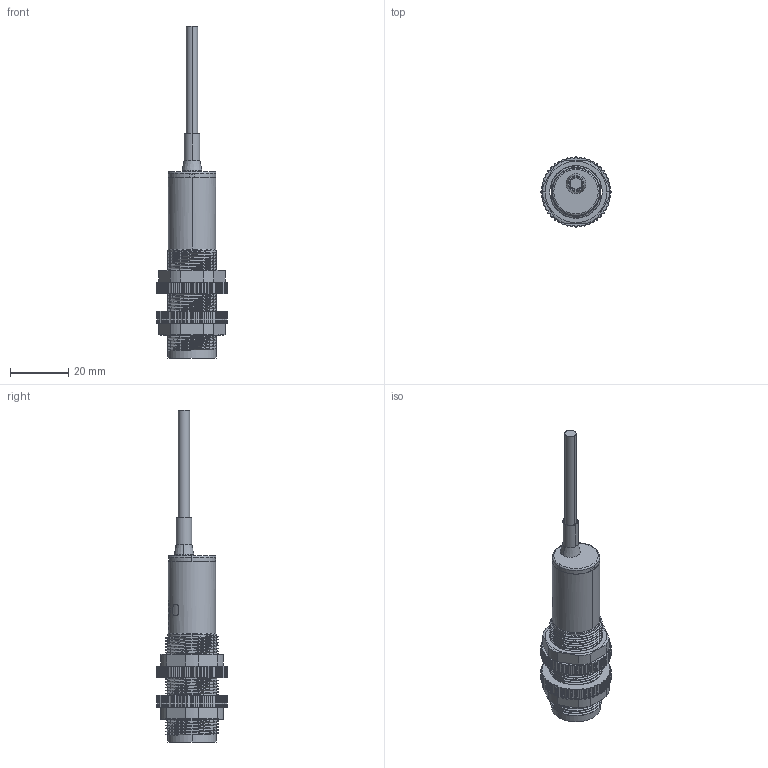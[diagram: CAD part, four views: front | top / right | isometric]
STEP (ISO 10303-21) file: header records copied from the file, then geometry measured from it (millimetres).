
FILE_DESCRIPTION((''),'2;1');
FILE_NAME('197788_ASM','2017-02-21T',('PDMAdmin'),('BANNER ENGINEERING'),'CREO PARAMETRIC BY PTC INC, 2016260','CREO PARAMETRIC BY PTC INC, 2016260','');
FILE_SCHEMA(('CONFIG_CONTROL_DESIGN'));
Products named in the file (15): 165563; 165564; 165563_ASM; 194044; 195276; 118171_ASSY-166748_AF0; 194717; 194717_FORMED; 194045_AF0_ASM; 164109; 13150; 173378; 127799; 173377_ASM; 197788_ASM
Assembly tree (16 placements, depth 3):
  197788_ASM
    165563_ASM
      165563
      165564
    194045_AF0_ASM
      194044
      195276
      118171_ASSY-166748_AF0
      194717
      194717_FORMED
    164109
    13150  x2
    173377_ASM
      173378
      127799  x2
Bounding box: 24.13 x 24.13 x 114 mm (x, y, z)
Volume: 10503.7 mm3; surface area: 17433.8 mm2
Topology: 13 solids, 13 shells, 1234 faces, 3232 edges, 2030 vertices
Faces by surface type: plane 473, cylinder 436, bspline 242, cone 41, torus 30, extrusion 8, sphere 4
Entity records: 97716 total; most frequent: CARTESIAN_POINT 74570, ORIENTED_EDGE 5192, DIRECTION 4066, EDGE_CURVE 2596, VERTEX_POINT 1610, AXIS2_PLACEMENT_3D 1446, VECTOR 1174, LINE 1166
